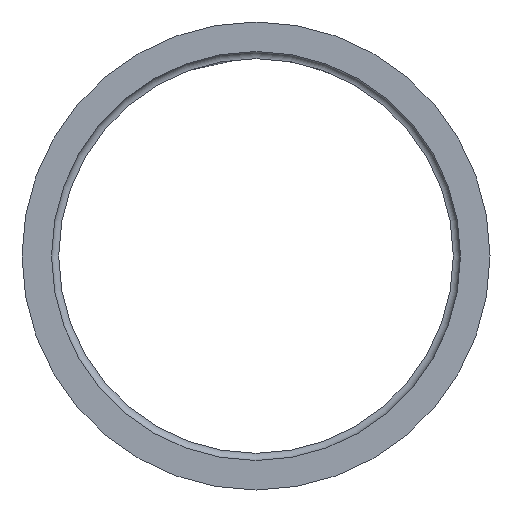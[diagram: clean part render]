
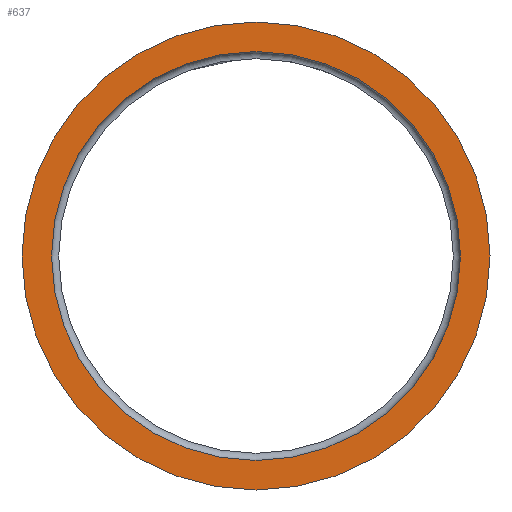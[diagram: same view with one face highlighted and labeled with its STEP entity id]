
A CAD part, front view. The second image highlights one B-rep face of the part: STEP entity #637.
In plain terms, the highlighted planar face has unit normal (0, -1, 0).
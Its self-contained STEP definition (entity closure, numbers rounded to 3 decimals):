
#25=FACE_BOUND('',#174,.T.);
#95=CIRCLE('',#684,28.4);
#97=CIRCLE('',#687,32.5);
#131=FACE_OUTER_BOUND('',#173,.T.);
#173=EDGE_LOOP('',(#590));
#174=EDGE_LOOP('',(#591));
#313=VERTEX_POINT('',#1449);
#315=VERTEX_POINT('',#1455);
#404=EDGE_CURVE('',#313,#313,#95,.T.);
#407=EDGE_CURVE('',#315,#315,#97,.T.);
#590=ORIENTED_EDGE('',*,*,#407,.F.);
#591=ORIENTED_EDGE('',*,*,#404,.T.);
#603=PLANE('',#689);
#637=ADVANCED_FACE('',(#131,#25),#603,.F.);
#684=AXIS2_PLACEMENT_3D('',#1451,#795,#796);
#687=AXIS2_PLACEMENT_3D('',#1457,#802,#803);
#689=AXIS2_PLACEMENT_3D('',#1459,#806,#807);
#795=DIRECTION('center_axis',(0.,1.,0.));
#796=DIRECTION('ref_axis',(1.,0.,0.));
#802=DIRECTION('center_axis',(0.,1.,0.));
#803=DIRECTION('ref_axis',(1.,0.,0.));
#806=DIRECTION('center_axis',(0.,1.,0.));
#807=DIRECTION('ref_axis',(1.,0.,0.));
#1449=CARTESIAN_POINT('',(-28.4,0.,0.));
#1451=CARTESIAN_POINT('Origin',(0.,0.,0.));
#1455=CARTESIAN_POINT('',(-32.5,0.,0.));
#1457=CARTESIAN_POINT('Origin',(0.,0.,0.));
#1459=CARTESIAN_POINT('Origin',(0.,0.,0.));
